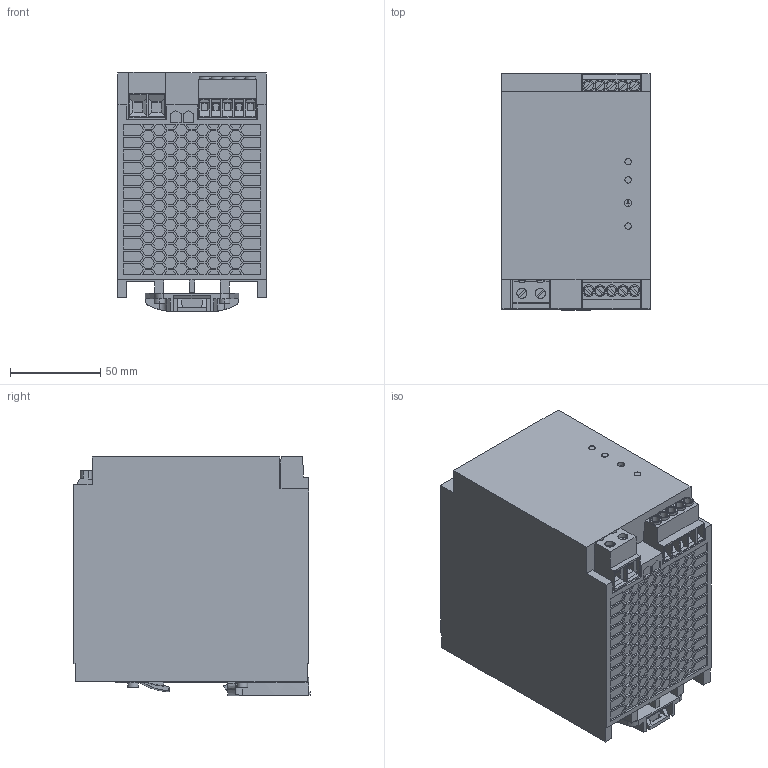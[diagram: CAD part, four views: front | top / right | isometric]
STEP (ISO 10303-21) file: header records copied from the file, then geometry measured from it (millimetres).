
FILE_DESCRIPTION(('Creo Elements/Direct Modeling STEP Export'),'2;1');
FILE_NAME('model.stp','2018-03-19T15:32:56',(''),(''),'Creo Elements/Direct Modeling STEP processor for AP214 (Solid Model)','Creo Elements/Direct Modeling 18.1I 14-Aug-2016 (C) Parametric Technology GmbH','');
FILE_SCHEMA(('AUTOMOTIVE_DESIGN { 1 0 10303 214 1 1 1 1 }'));
Products named in the file (2): QUINT_PS_24DC_24DC_20_CO-select
Assembly tree (1 placements, depth 2):
  QUINT_PS_24DC_24DC_20_CO-select
    QUINT_PS_24DC_24DC_20_CO-select
Bounding box: 82 x 130.65 x 132.3 mm (x, y, z)
Volume: 1235324.1 mm3; surface area: 107152.6 mm2
Topology: 1 solids, 1 shells, 2457 faces, 6328 edges, 4212 vertices
Faces by surface type: plane 2350, cylinder 101, bspline 6
Entity records: 93342 total; most frequent: CARTESIAN_POINT 13952, ORIENTED_EDGE 12656, DIRECTION 11194, EDGE_CURVE 6328, VECTOR 6010, LINE 6010, VERTEX_POINT 4212, EDGE_LOOP 2800
